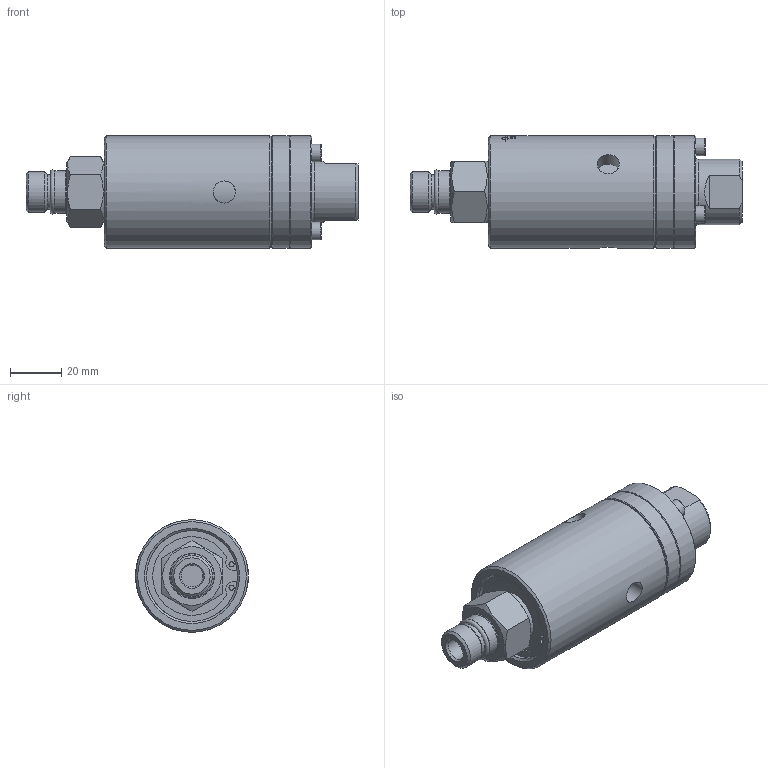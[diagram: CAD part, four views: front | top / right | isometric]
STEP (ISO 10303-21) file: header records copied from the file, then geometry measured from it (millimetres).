
FILE_DESCRIPTION(/* description */ (''),/* implementation_level */ '2;1');
FILE_NAME(/* name */ '1108-002-102-IC.stp',/* time_stamp */ '2020-05-14T08:53:48-05:00',/* author */ ('moorera'),/* organization */ (''),/* preprocessor_version */ 'ST-DEVELOPER v18.1',/* originating_system */ 'Autodesk Inventor 2020',/* authorisation */ '');
FILE_SCHEMA (('AUTOMOTIVE_DESIGN { 1 0 10303 214 3 1 1 }'));
Products named in the file (1): 1108-002-102-IC
Bounding box: 128.99 x 43.78 x 43.78 mm (x, y, z)
Volume: 130498.3 mm3; surface area: 22415.3 mm2
Topology: 1 solids, 2 shells, 407 faces, 1085 edges, 735 vertices
Faces by surface type: bspline 174, plane 133, cylinder 71, cone 20, torus 9
Full cylindrical faces by diameter (mm): 1.981 x2, 6.858 x3, 7.2 x3, 8.5 x1, 8.6 x3, 13.5 x1, 13.889 x1, 15.839 x1, 16.649 x1, 18.16 x1, 21.4 x1, 25.4 x1, 29.43 x1, 29.46 x1, 35.275 x1, 37.25 x1, 43.6 x2, 43.78 x1
Entity records: 55289 total; most frequent: CARTESIAN_POINT 45734, ORIENTED_EDGE 2164, DIRECTION 1553, EDGE_CURVE 1082, VERTEX_POINT 735, AXIS2_PLACEMENT_3D 576, EDGE_LOOP 468, FACE_OUTER_BOUND 407
